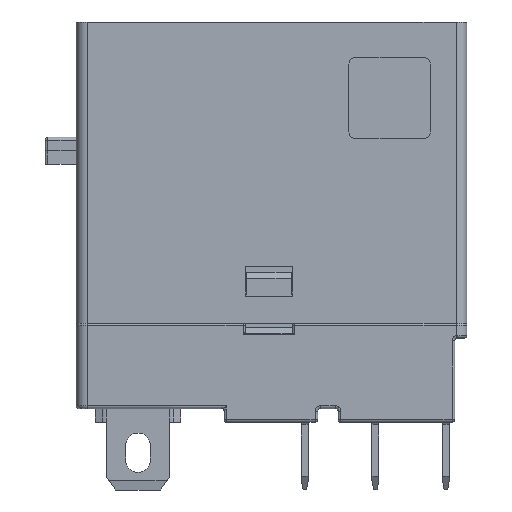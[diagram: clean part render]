
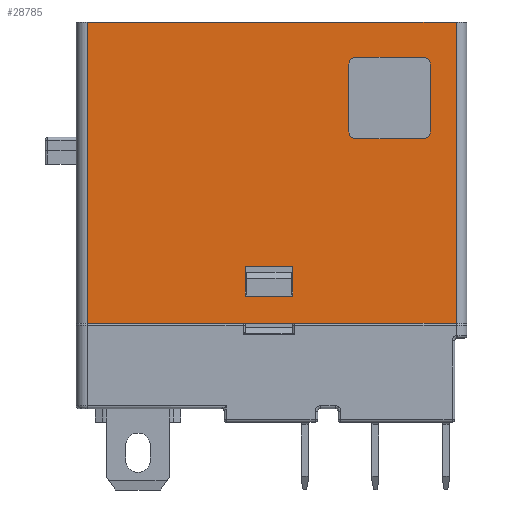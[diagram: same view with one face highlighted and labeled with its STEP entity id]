
A CAD part, front view. The second image highlights one B-rep face of the part: STEP entity #28785.
In plain terms, the highlighted planar face has unit normal (0, -1, 0).
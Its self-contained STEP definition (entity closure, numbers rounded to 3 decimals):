
#147 = EDGE_CURVE ( 'NONE', #7447, #20679, #19038, .T. ) ;
#216 = VERTEX_POINT ( 'NONE', #19686 ) ;
#904 = EDGE_CURVE ( 'NONE', #28608, #13668, #4441, .T. ) ;
#1463 = CARTESIAN_POINT ( 'NONE',  ( 12.45, 0., 9.3 ) ) ;
#1508 = VECTOR ( 'NONE', #10373, 1000. ) ;
#1773 = CARTESIAN_POINT ( 'NONE',  ( 28.8, 0., 7.3 ) ) ;
#2279 = LINE ( 'NONE', #23026, #7113 ) ;
#2617 = DIRECTION ( 'NONE',  ( 0., 0., 1. ) ) ;
#2936 = CARTESIAN_POINT ( 'NONE',  ( 28., 0., 7.3 ) ) ;
#3393 = VECTOR ( 'NONE', #20237, 1000. ) ;
#3462 = VERTEX_POINT ( 'NONE', #9034 ) ;
#3569 = CARTESIAN_POINT ( 'NONE',  ( 26.1, 0., 26.4 ) ) ;
#3587 = EDGE_CURVE ( 'NONE', #14167, #216, #2279, .T. ) ;
#3844 = EDGE_CURVE ( 'NONE', #8135, #32575, #26474, .T. ) ;
#3875 = DIRECTION ( 'NONE',  ( 1., 0., 0. ) ) ;
#4116 = AXIS2_PLACEMENT_3D ( 'NONE', #1773, #16744, #14427 ) ;
#4441 = LINE ( 'NONE', #24533, #25044 ) ;
#4842 = DIRECTION ( 'NONE',  ( 0., -1., 0. ) ) ;
#4967 = VECTOR ( 'NONE', #25706, 1000. ) ;
#5340 = EDGE_CURVE ( 'NONE', #20679, #8135, #31730, .T. ) ;
#5604 = LINE ( 'NONE', #28348, #4967 ) ;
#5857 = ORIENTED_EDGE ( 'NONE', *, *, #3587, .F. ) ;
#6056 = AXIS2_PLACEMENT_3D ( 'NONE', #12215, #4842, #22293 ) ;
#6410 = ORIENTED_EDGE ( 'NONE', *, *, #7801, .T. ) ;
#7057 = DIRECTION ( 'NONE',  ( -1., 0., 0. ) ) ;
#7113 = VECTOR ( 'NONE', #7208, 1000. ) ;
#7208 = DIRECTION ( 'NONE',  ( -1., 0., 0. ) ) ;
#7331 = CARTESIAN_POINT ( 'NONE',  ( 20.6, 0., 26.4 ) ) ;
#7447 = VERTEX_POINT ( 'NONE', #9235 ) ;
#7453 = CARTESIAN_POINT ( 'NONE',  ( 15.95, 0., 9.3 ) ) ;
#7801 = EDGE_CURVE ( 'NONE', #30266, #12703, #5604, .T. ) ;
#7955 = VECTOR ( 'NONE', #10969, 1000. ) ;
#8000 = VECTOR ( 'NONE', #32154, 1000. ) ;
#8135 = VERTEX_POINT ( 'NONE', #23191 ) ;
#8704 = LINE ( 'NONE', #18749, #1508 ) ;
#9034 = CARTESIAN_POINT ( 'NONE',  ( 28., 0., 29.5 ) ) ;
#9165 = FACE_OUTER_BOUND ( 'NONE', #11328, .T. ) ;
#9235 = CARTESIAN_POINT ( 'NONE',  ( 20.1, 0., 26.4 ) ) ;
#10003 = DIRECTION ( 'NONE',  ( 0., 0., 1. ) ) ;
#10176 = LINE ( 'NONE', #30472, #3393 ) ;
#10244 = EDGE_CURVE ( 'NONE', #32575, #24799, #18668, .T. ) ;
#10351 = VERTEX_POINT ( 'NONE', #7453 ) ;
#10373 = DIRECTION ( 'NONE',  ( 0., 0., -1. ) ) ;
#10969 = DIRECTION ( 'NONE',  ( 0., 0., 1. ) ) ;
#11328 = EDGE_LOOP ( 'NONE', ( #26554, #5857, #26610, #22808 ) ) ;
#11339 = VECTOR ( 'NONE', #26815, 1000. ) ;
#11696 = AXIS2_PLACEMENT_3D ( 'NONE', #24282, #16852, #3875 ) ;
#12030 = LINE ( 'NONE', #22102, #8000 ) ;
#12215 = CARTESIAN_POINT ( 'NONE',  ( 25.6, 0., 21.4 ) ) ;
#12389 = EDGE_CURVE ( 'NONE', #13668, #7447, #28801, .T. ) ;
#12703 = VERTEX_POINT ( 'NONE', #28400 ) ;
#13606 = ORIENTED_EDGE ( 'NONE', *, *, #904, .F. ) ;
#13668 = VERTEX_POINT ( 'NONE', #23693 ) ;
#14122 = CARTESIAN_POINT ( 'NONE',  ( 26.1, 0., 21.4 ) ) ;
#14167 = VERTEX_POINT ( 'NONE', #26586 ) ;
#14261 = EDGE_CURVE ( 'NONE', #14908, #3462, #12030, .T. ) ;
#14427 = DIRECTION ( 'NONE',  ( 1., 0., 0. ) ) ;
#14908 = VERTEX_POINT ( 'NONE', #18566 ) ;
#15371 = DIRECTION ( 'NONE',  ( 0., -1., 0. ) ) ;
#16744 = DIRECTION ( 'NONE',  ( 0., 1., 0. ) ) ;
#16852 = DIRECTION ( 'NONE',  ( 0., -1., 0. ) ) ;
#17093 = ORIENTED_EDGE ( 'NONE', *, *, #10244, .F. ) ;
#17359 = CARTESIAN_POINT ( 'NONE',  ( 12.45, 0., 11.45 ) ) ;
#17483 = EDGE_CURVE ( 'NONE', #12703, #10351, #10176, .T. ) ;
#17843 = VERTEX_POINT ( 'NONE', #3569 ) ;
#17911 = CARTESIAN_POINT ( 'NONE',  ( 25.6, 0., 26.9 ) ) ;
#18393 = CARTESIAN_POINT ( 'NONE',  ( 26.1, 0., 21.4 ) ) ;
#18566 = CARTESIAN_POINT ( 'NONE',  ( 0.8, 0., 29.5 ) ) ;
#18646 = CARTESIAN_POINT ( 'NONE',  ( 28.8, 0., 9.3 ) ) ;
#18668 = CIRCLE ( 'NONE', #6056, 0.5 ) ;
#18722 = ORIENTED_EDGE ( 'NONE', *, *, #26227, .F. ) ;
#18749 = CARTESIAN_POINT ( 'NONE',  ( 0.8, 0., 7.3 ) ) ;
#18905 = CIRCLE ( 'NONE', #26307, 0.5 ) ;
#18945 = VERTEX_POINT ( 'NONE', #1463 ) ;
#19038 = LINE ( 'NONE', #24487, #11339 ) ;
#19675 = EDGE_LOOP ( 'NONE', ( #26293, #24750, #6410, #25807 ) ) ;
#19686 = CARTESIAN_POINT ( 'NONE',  ( 0.8, 0., 7.3 ) ) ;
#20237 = DIRECTION ( 'NONE',  ( 0., 0., -1. ) ) ;
#20547 = ORIENTED_EDGE ( 'NONE', *, *, #32231, .F. ) ;
#20679 = VERTEX_POINT ( 'NONE', #21621 ) ;
#20815 = VECTOR ( 'NONE', #24482, 1000. ) ;
#20914 = ORIENTED_EDGE ( 'NONE', *, *, #5340, .F. ) ;
#20937 = VECTOR ( 'NONE', #2617, 1000. ) ;
#21123 = LINE ( 'NONE', #18646, #23249 ) ;
#21621 = CARTESIAN_POINT ( 'NONE',  ( 20.1, 0., 21.4 ) ) ;
#22102 = CARTESIAN_POINT ( 'NONE',  ( 0.8, 0., 29.5 ) ) ;
#22259 = EDGE_CURVE ( 'NONE', #18945, #30266, #24846, .T. ) ;
#22293 = DIRECTION ( 'NONE',  ( 1., 0., 0. ) ) ;
#22808 = ORIENTED_EDGE ( 'NONE', *, *, #14261, .F. ) ;
#22809 = CARTESIAN_POINT ( 'NONE',  ( 25.6, 0., 26.4 ) ) ;
#23026 = CARTESIAN_POINT ( 'NONE',  ( 28.8, 0., 7.3 ) ) ;
#23147 = ORIENTED_EDGE ( 'NONE', *, *, #3844, .F. ) ;
#23191 = CARTESIAN_POINT ( 'NONE',  ( 20.6, 0., 20.9 ) ) ;
#23249 = VECTOR ( 'NONE', #28718, 1000. ) ;
#23549 = VECTOR ( 'NONE', #10003, 1000. ) ;
#23693 = CARTESIAN_POINT ( 'NONE',  ( 20.6, 0., 26.9 ) ) ;
#23849 = FACE_BOUND ( 'NONE', #19675, .T. ) ;
#24015 = FACE_BOUND ( 'NONE', #28464, .T. ) ;
#24161 = CARTESIAN_POINT ( 'NONE',  ( 20.6, 0., 20.9 ) ) ;
#24282 = CARTESIAN_POINT ( 'NONE',  ( 20.6, 0., 21.4 ) ) ;
#24482 = DIRECTION ( 'NONE',  ( 1., 0., 0. ) ) ;
#24487 = CARTESIAN_POINT ( 'NONE',  ( 20.1, 0., 26.4 ) ) ;
#24533 = CARTESIAN_POINT ( 'NONE',  ( 25.6, 0., 26.9 ) ) ;
#24749 = EDGE_CURVE ( 'NONE', #14908, #216, #8704, .T. ) ;
#24750 = ORIENTED_EDGE ( 'NONE', *, *, #22259, .T. ) ;
#24799 = VERTEX_POINT ( 'NONE', #14122 ) ;
#24846 = LINE ( 'NONE', #25181, #23549 ) ;
#25044 = VECTOR ( 'NONE', #7057, 1000. ) ;
#25181 = CARTESIAN_POINT ( 'NONE',  ( 12.45, 0., 7.3 ) ) ;
#25182 = LINE ( 'NONE', #2936, #20937 ) ;
#25621 = DIRECTION ( 'NONE',  ( 1., 0., 0. ) ) ;
#25706 = DIRECTION ( 'NONE',  ( 1., 0., 0. ) ) ;
#25807 = ORIENTED_EDGE ( 'NONE', *, *, #17483, .T. ) ;
#26227 = EDGE_CURVE ( 'NONE', #17843, #28608, #18905, .T. ) ;
#26293 = ORIENTED_EDGE ( 'NONE', *, *, #27936, .T. ) ;
#26307 = AXIS2_PLACEMENT_3D ( 'NONE', #22809, #15371, #25621 ) ;
#26474 = LINE ( 'NONE', #24161, #20815 ) ;
#26554 = ORIENTED_EDGE ( 'NONE', *, *, #24749, .T. ) ;
#26586 = CARTESIAN_POINT ( 'NONE',  ( 28., 0., 7.3 ) ) ;
#26610 = ORIENTED_EDGE ( 'NONE', *, *, #28577, .T. ) ;
#26815 = DIRECTION ( 'NONE',  ( 0., 0., -1. ) ) ;
#27455 = DIRECTION ( 'NONE',  ( 1., 0., 0. ) ) ;
#27936 = EDGE_CURVE ( 'NONE', #10351, #18945, #21123, .T. ) ;
#28348 = CARTESIAN_POINT ( 'NONE',  ( 28.8, 0., 11.45 ) ) ;
#28400 = CARTESIAN_POINT ( 'NONE',  ( 15.95, 0., 11.45 ) ) ;
#28464 = EDGE_LOOP ( 'NONE', ( #28502, #29466, #13606, #18722, #20547, #17093, #23147, #20914 ) ) ;
#28502 = ORIENTED_EDGE ( 'NONE', *, *, #147, .F. ) ;
#28577 = EDGE_CURVE ( 'NONE', #14167, #3462, #25182, .T. ) ;
#28608 = VERTEX_POINT ( 'NONE', #17911 ) ;
#28718 = DIRECTION ( 'NONE',  ( -1., 0., 0. ) ) ;
#28785 = ADVANCED_FACE ( 'NONE', ( #9165, #23849, #24015 ), #29446, .F. ) ;
#28801 = CIRCLE ( 'NONE', #31938, 0.5 ) ;
#29446 = PLANE ( 'NONE',  #4116 ) ;
#29466 = ORIENTED_EDGE ( 'NONE', *, *, #12389, .F. ) ;
#29586 = CARTESIAN_POINT ( 'NONE',  ( 25.6, 0., 20.9 ) ) ;
#30080 = DIRECTION ( 'NONE',  ( 0., -1., 0. ) ) ;
#30266 = VERTEX_POINT ( 'NONE', #17359 ) ;
#30445 = LINE ( 'NONE', #18393, #7955 ) ;
#30472 = CARTESIAN_POINT ( 'NONE',  ( 15.95, 0., 7.3 ) ) ;
#31730 = CIRCLE ( 'NONE', #11696, 0.5 ) ;
#31938 = AXIS2_PLACEMENT_3D ( 'NONE', #7331, #30080, #27455 ) ;
#32154 = DIRECTION ( 'NONE',  ( 1., 0., 0. ) ) ;
#32231 = EDGE_CURVE ( 'NONE', #24799, #17843, #30445, .T. ) ;
#32575 = VERTEX_POINT ( 'NONE', #29586 ) ;
